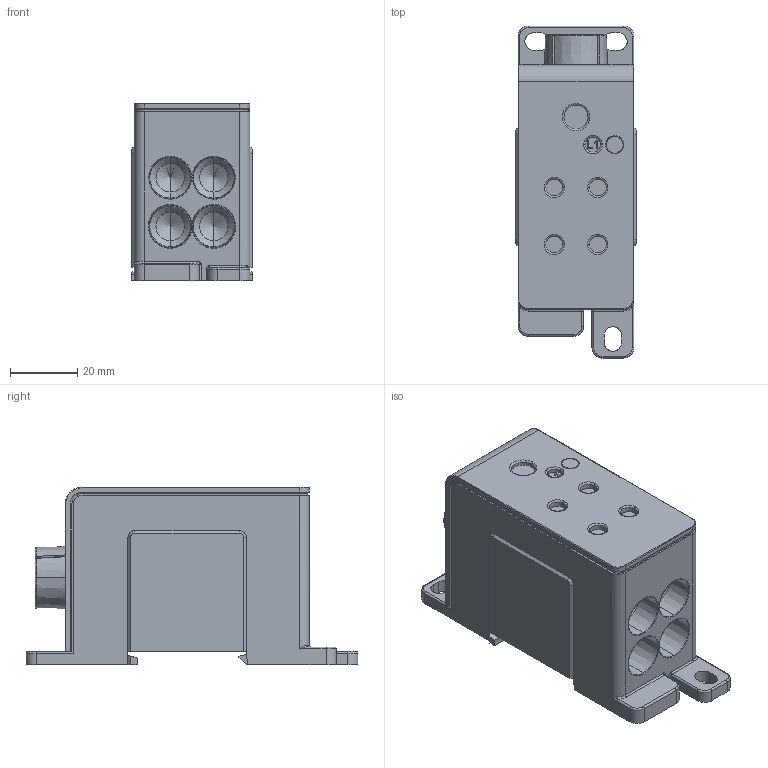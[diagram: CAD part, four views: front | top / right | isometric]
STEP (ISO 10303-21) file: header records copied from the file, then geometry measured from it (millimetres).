
FILE_DESCRIPTION (( 'STEP AP203' ), '1' );
FILE_NAME ('38684C.step', '2024-07-23T19:31:23', ( '' ), ( '' ), 'SwSTEP 2.0', 'SolidWorks 2023', '' );
FILE_SCHEMA (( 'CONFIG_CONTROL_DESIGN' ));
Length unit declared in the file: inch
Products named in the file (1): 38684C
Bounding box: 36 x 99 x 53 mm (x, y, z)
Volume: 116408.1 mm3; surface area: 25346.9 mm2
Topology: 1 solids, 1 shells, 276 faces, 695 edges, 419 vertices
Faces by surface type: plane 92, cylinder 72, bspline 66, cone 46
Entity records: 12784 total; most frequent: CARTESIAN_POINT 6791, ORIENTED_EDGE 1350, DIRECTION 1033, EDGE_CURVE 675, VERTEX_POINT 419, AXIS2_PLACEMENT_3D 363, LINE 307, VECTOR 307
